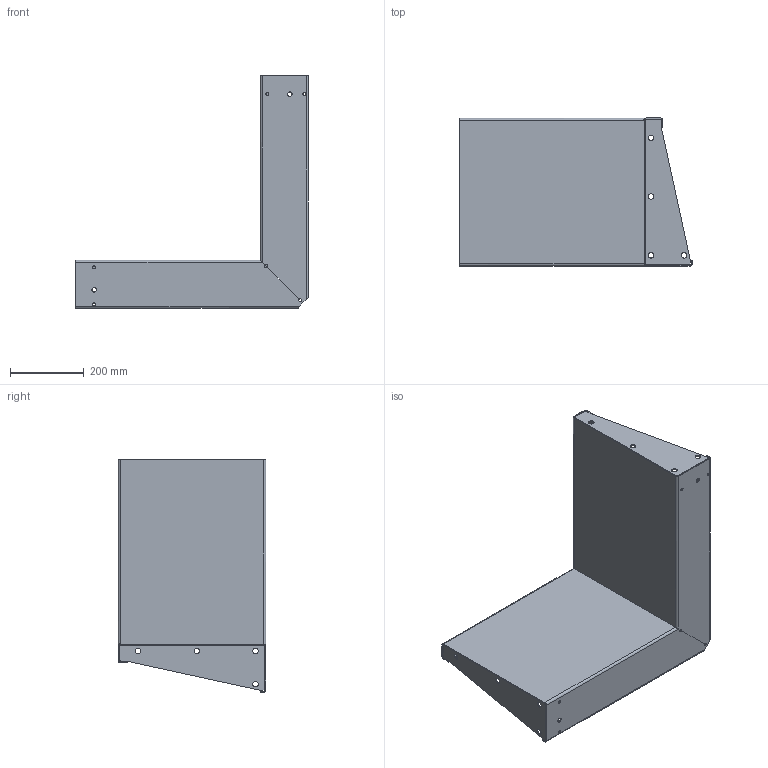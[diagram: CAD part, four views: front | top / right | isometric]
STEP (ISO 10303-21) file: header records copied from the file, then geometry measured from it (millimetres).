
FILE_DESCRIPTION (( 'STEP AP203' ), '1' );
FILE_NAME ('CRSN3_400_500.STEP', '2019-12-10T12:46:50', ( '' ), ( '' ), 'SwSTEP 2.0', 'SolidWorks 2019', '' );
FILE_SCHEMA (( 'CONFIG_CONTROL_DESIGN' ));
Length unit declared in the file: millimetre
Products named in the file (4): CRSN3_400_500_wall1; CRSN3_400_500_wall2; CR3_400 Con.; CRSN3_400_500
Assembly tree (4 placements, depth 2):
  CRSN3_400_500
    CRSN3_400_500_wall1
    CRSN3_400_500_wall2
    CR3_400 Con.  x2
Bounding box: 630 x 400 x 630 mm (x, y, z)
Volume: 2054552.2 mm3; surface area: 1391650.5 mm2
Topology: 4 solids, 4 shells, 144 faces, 344 edges, 208 vertices
Faces by surface type: plane 84, cylinder 52, bspline 8
Entity records: 4227 total; most frequent: CARTESIAN_POINT 927, DIRECTION 597, ORIENTED_EDGE 586, EDGE_CURVE 293, LINE 205, VECTOR 205, AXIS2_PLACEMENT_3D 196, VERTEX_POINT 174
